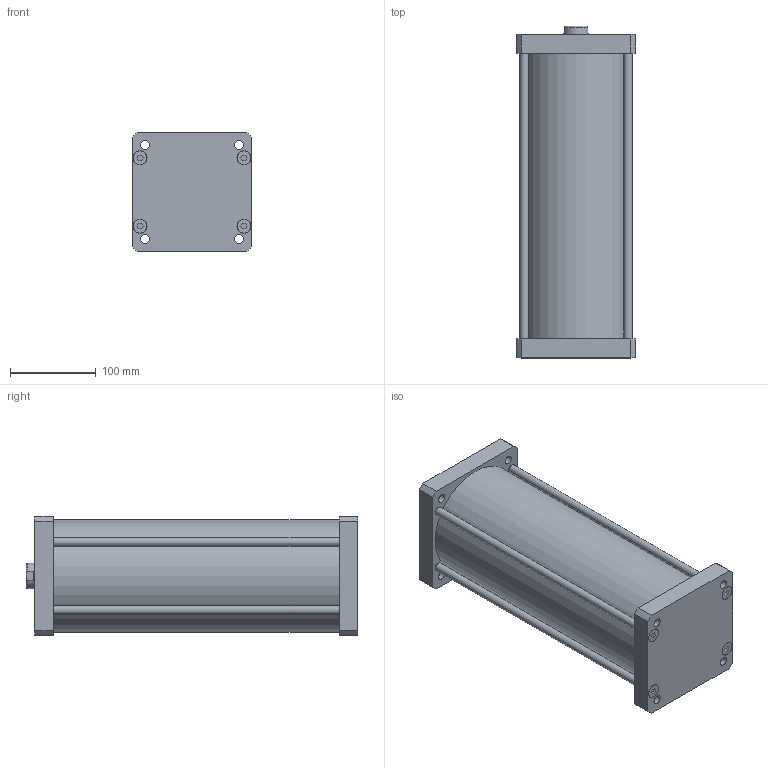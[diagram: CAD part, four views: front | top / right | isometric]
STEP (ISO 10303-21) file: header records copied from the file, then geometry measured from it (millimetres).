
FILE_DESCRIPTION((''),'2;1');
FILE_NAME('KDM125.300.GS.F.stp','2011-09-05T10:57:33',('Administrator'),(''),'Autodesk Inventor 2012','Autodesk Inventor 2012','');
FILE_SCHEMA(('AUTOMOTIVE_DESIGN { 1 0 10303 214 1 1 1 1 }'));
Length unit declared in the file: millimetre
Products named in the file (1): KDM125.300.GS.F
Bounding box: 140 x 388 x 140 mm (x, y, z)
Volume: 5518193.7 mm3; surface area: 272388.9 mm2
Topology: 1 solids, 1 shells, 138 faces, 327 edges, 220 vertices
Faces by surface type: plane 91, cylinder 43, cone 3, torus 1
Full cylindrical faces by diameter (mm): 10 x4, 10.106 x8, 11.445 x2, 11.835 x1, 14.25 x1, 16 x8, 16.5 x8, 30 x1, 33 x1, 132 x1
Entity records: 3925 total; most frequent: CARTESIAN_POINT 661, DIRECTION 640, ORIENTED_EDGE 548, EDGE_CURVE 274, EDGE_LOOP 230, AXIS2_PLACEMENT_3D 229, VERTEX_POINT 206, VECTOR 182
